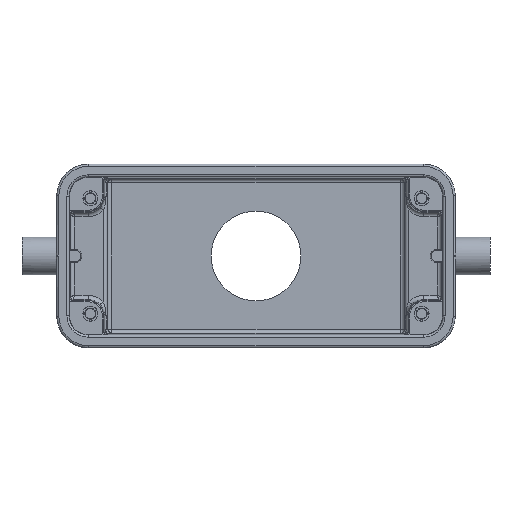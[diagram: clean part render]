
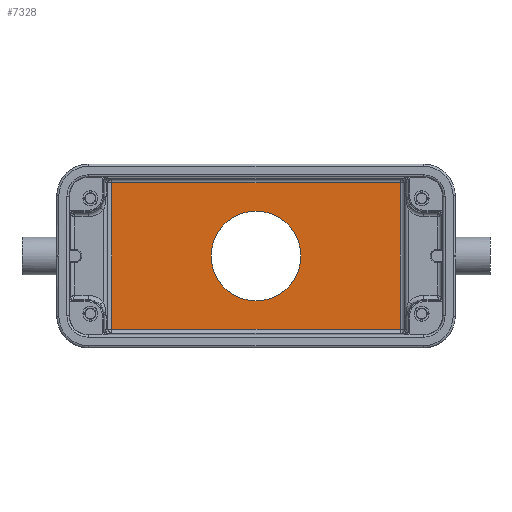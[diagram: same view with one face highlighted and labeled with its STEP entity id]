
A CAD part, front view. The second image highlights one B-rep face of the part: STEP entity #7328.
In plain terms, the highlighted planar face has unit normal (0, -1, 0).
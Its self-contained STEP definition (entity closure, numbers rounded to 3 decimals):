
#793=DIRECTION('',(0.,0.,1.));
#794=VECTOR('',#793,34.284);
#795=CARTESIAN_POINT('',(-33.75,42.,-17.142));
#796=LINE('',#795,#794);
#807=DIRECTION('',(-1.,0.,0.));
#808=VECTOR('',#807,67.5);
#809=CARTESIAN_POINT('',(33.75,42.,-17.142));
#810=LINE('',#809,#808);
#815=CARTESIAN_POINT('',(0.,42.,0.));
#816=DIRECTION('',(0.,1.,0.));
#817=DIRECTION('',(-1.,0.,0.));
#818=AXIS2_PLACEMENT_3D('',#815,#816,#817);
#820=CARTESIAN_POINT('',(0.,42.,0.));
#821=DIRECTION('',(0.,1.,0.));
#822=DIRECTION('',(1.,0.,0.));
#823=AXIS2_PLACEMENT_3D('',#820,#821,#822);
#829=DIRECTION('',(1.,0.,0.));
#830=VECTOR('',#829,67.5);
#831=CARTESIAN_POINT('',(-33.75,42.,17.142));
#832=LINE('',#831,#830);
#1169=DIRECTION('',(0.,0.,-1.));
#1170=VECTOR('',#1169,34.284);
#1171=CARTESIAN_POINT('',(33.75,42.,17.142));
#1172=LINE('',#1171,#1170);
#5476=CARTESIAN_POINT('',(-33.75,42.,-17.142));
#5477=VERTEX_POINT('',#5476);
#5740=CARTESIAN_POINT('',(33.75,42.,-17.142));
#5741=VERTEX_POINT('',#5740);
#5941=CARTESIAN_POINT('',(-33.75,42.,17.142));
#5942=CARTESIAN_POINT('',(33.75,42.,17.142));
#5943=VERTEX_POINT('',#5941);
#5944=VERTEX_POINT('',#5942);
#6106=CARTESIAN_POINT('',(-10.5,42.,0.));
#6107=CARTESIAN_POINT('',(10.5,42.,0.));
#6108=VERTEX_POINT('',#6106);
#6109=VERTEX_POINT('',#6107);
#7309=CARTESIAN_POINT('',(43.75,42.,-18.5));
#7310=DIRECTION('',(0.,1.,0.));
#7311=DIRECTION('',(0.,0.,1.));
#7312=AXIS2_PLACEMENT_3D('',#7309,#7310,#7311);
#7313=PLANE('',#7312);
#7314=ORIENTED_EDGE('',*,*,#7296,.T.);
#7315=ORIENTED_EDGE('',*,*,#7273,.T.);
#7317=ORIENTED_EDGE('',*,*,#7316,.T.);
#7319=ORIENTED_EDGE('',*,*,#7318,.T.);
#7320=EDGE_LOOP('',(#7314,#7315,#7317,#7319));
#7321=FACE_OUTER_BOUND('',#7320,.F.);
#7323=ORIENTED_EDGE('',*,*,#7322,.F.);
#7325=ORIENTED_EDGE('',*,*,#7324,.F.);
#7326=EDGE_LOOP('',(#7323,#7325));
#7327=FACE_BOUND('',#7326,.F.);
#819=CIRCLE('',#818,10.5);
#824=CIRCLE('',#823,10.5);
#7273=EDGE_CURVE('',#5477,#5943,#796,.T.);
#7296=EDGE_CURVE('',#5741,#5477,#810,.T.);
#7316=EDGE_CURVE('',#5943,#5944,#832,.T.);
#7318=EDGE_CURVE('',#5944,#5741,#1172,.T.);
#7322=EDGE_CURVE('',#6108,#6109,#819,.T.);
#7324=EDGE_CURVE('',#6109,#6108,#824,.T.);
#7328=ADVANCED_FACE('',(#7321,#7327),#7313,.F.);
